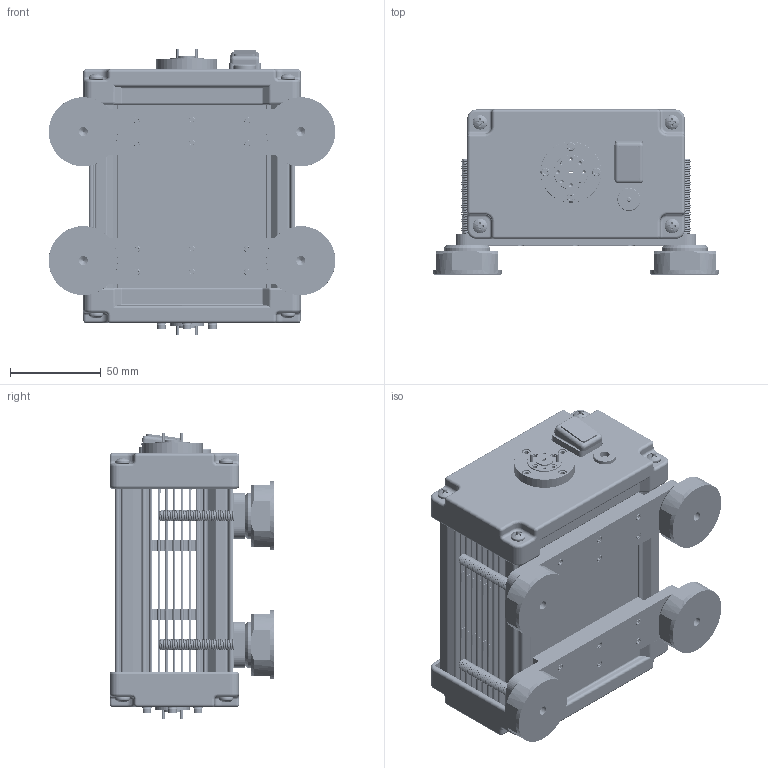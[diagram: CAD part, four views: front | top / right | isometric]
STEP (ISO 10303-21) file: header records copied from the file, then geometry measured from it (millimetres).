
FILE_DESCRIPTION (( 'STEP AP203' ), '1' );
FILE_NAME ('STB-7531142515-1010-S1.STEP', '2018-08-22T17:27:26', ( '' ), ( '' ), 'SwSTEP 2.0', 'SolidWorks 2016', '' );
FILE_SCHEMA (( 'CONFIG_CONTROL_DESIGN' ));
Products named in the file (1): STB-7531142515-1010-S1
Bounding box: 158.14 x 90.86 x 157.83 mm (x, y, z)
Volume: 405345.1 mm3; surface area: 233409.9 mm2
Topology: 58 solids, 58 shells, 7272 faces, 20153 edges, 13071 vertices
Faces by surface type: cylinder 3905, plane 1974, cone 642, bspline 613, torus 98, sphere 40
Entity records: 328273 total; most frequent: CARTESIAN_POINT 162216, ORIENTED_EDGE 40138, DIRECTION 29238, EDGE_CURVE 20069, VERTEX_POINT 13069, AXIS2_PLACEMENT_3D 9979, LINE 9280, VECTOR 9280
